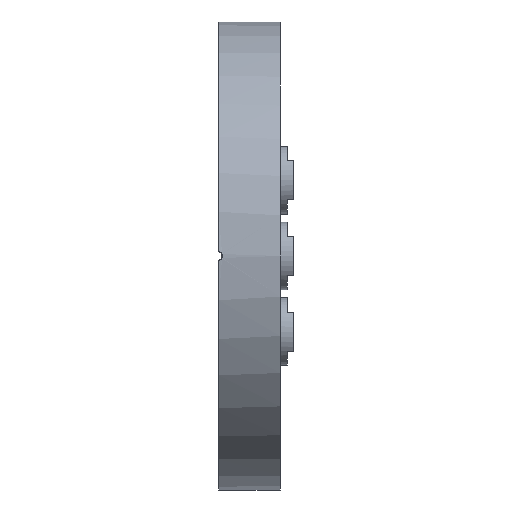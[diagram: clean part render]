
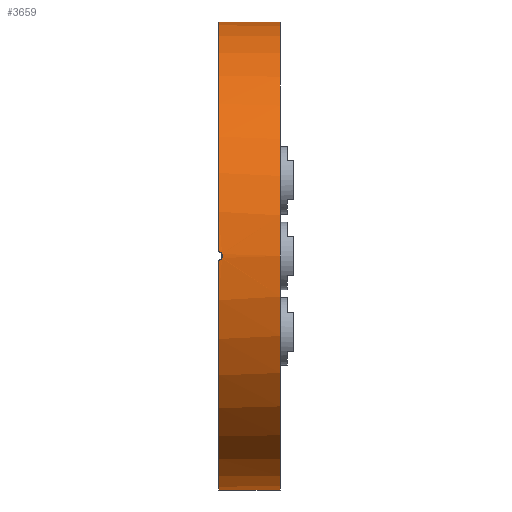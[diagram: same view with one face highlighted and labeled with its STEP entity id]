
A CAD part, left-side view. The second image highlights one B-rep face of the part: STEP entity #3659.
In plain terms, the highlighted cylindrical face has radius 57.15 mm (diameter 114.3 mm), a partial arc.
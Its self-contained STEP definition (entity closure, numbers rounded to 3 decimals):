
#105 = CARTESIAN_POINT ( 'NONE',  ( -57.147, -0.801, -0.613 ) ) ;
#184 = CIRCLE ( 'NONE', #820, 57.15 ) ;
#361 = DIRECTION ( 'NONE',  ( 0., 1., 0. ) ) ;
#430 = CARTESIAN_POINT ( 'NONE',  ( -57.141, -0.132, 1. ) ) ;
#455 = CARTESIAN_POINT ( 'NONE',  ( -57.141, 0., 1. ) ) ;
#464 = CARTESIAN_POINT ( 'NONE',  ( -57.141, -0.264, -1. ) ) ;
#513 = DIRECTION ( 'NONE',  ( 0., 0., 1. ) ) ;
#534 = B_SPLINE_CURVE_WITH_KNOTS ( 'NONE', 3,
 ( #455, #430, #4495, #821, #3381, #1197, #3754, #1569, #4139, #1930, #4507, #2294, #105, #2665, #464, #3029 ),
 .UNSPECIFIED., .F., .F.,
 ( 4, 2, 2, 2, 2, 2, 2, 4 ),
 ( 0., 0., 0.001, 0.001, 0.002, 0.002, 0.002, 0.003 ),
 .UNSPECIFIED. ) ;
#538 = VECTOR ( 'NONE', #2984, 1000. ) ;
#615 = AXIS2_PLACEMENT_3D ( 'NONE', #1316, #3866, #1683 ) ;
#631 = LINE ( 'NONE', #1333, #2251 ) ;
#652 = CARTESIAN_POINT ( 'NONE',  ( 0., 0., 57.15 ) ) ;
#712 = CARTESIAN_POINT ( 'NONE',  ( 0., 0., -57.15 ) ) ;
#723 = VERTEX_POINT ( 'NONE', #4426 ) ;
#801 = CARTESIAN_POINT ( 'NONE',  ( 0., -15., -57.15 ) ) ;
#820 = AXIS2_PLACEMENT_3D ( 'NONE', #2554, #361, #2918 ) ;
#821 = CARTESIAN_POINT ( 'NONE',  ( -57.143, -0.504, 0.874 ) ) ;
#871 = CARTESIAN_POINT ( 'NONE',  ( 0., -15., 0. ) ) ;
#900 = VERTEX_POINT ( 'NONE', #2538 ) ;
#964 = AXIS2_PLACEMENT_3D ( 'NONE', #1900, #4470, #2253 ) ;
#1034 = FACE_OUTER_BOUND ( 'NONE', #2044, .T. ) ;
#1197 = CARTESIAN_POINT ( 'NONE',  ( -57.147, -0.799, 0.615 ) ) ;
#1198 = ORIENTED_EDGE ( 'NONE', *, *, #3505, .T. ) ;
#1212 = ORIENTED_EDGE ( 'NONE', *, *, #1688, .T. ) ;
#1251 = DIRECTION ( 'NONE',  ( 0., 1., 0. ) ) ;
#1316 = CARTESIAN_POINT ( 'NONE',  ( 0., 0., 0. ) ) ;
#1333 = CARTESIAN_POINT ( 'NONE',  ( 0., -15., 57.15 ) ) ;
#1361 = AXIS2_PLACEMENT_3D ( 'NONE', #871, #1251, #513 ) ;
#1496 = CARTESIAN_POINT ( 'NONE',  ( -57.141, 0., 1. ) ) ;
#1569 = CARTESIAN_POINT ( 'NONE',  ( -57.15, -0.974, 0.263 ) ) ;
#1683 = DIRECTION ( 'NONE',  ( 0., 0., 1. ) ) ;
#1688 = EDGE_CURVE ( 'NONE', #2339, #3012, #534, .T. ) ;
#1846 = EDGE_CURVE ( 'NONE', #3431, #3012, #3767, .T. ) ;
#1900 = CARTESIAN_POINT ( 'NONE',  ( 0., -15., 0. ) ) ;
#1910 = CYLINDRICAL_SURFACE ( 'NONE', #1361, 57.15 ) ;
#1930 = CARTESIAN_POINT ( 'NONE',  ( -57.15, -1., -0.13 ) ) ;
#2044 = EDGE_LOOP ( 'NONE', ( #4720, #1198, #2159, #2210, #1212, #4486 ) ) ;
#2058 = EDGE_CURVE ( 'NONE', #900, #3431, #4278, .T. ) ;
#2159 = ORIENTED_EDGE ( 'NONE', *, *, #3852, .T. ) ;
#2210 = ORIENTED_EDGE ( 'NONE', *, *, #3165, .F. ) ;
#2251 = VECTOR ( 'NONE', #3933, 1000. ) ;
#2253 = DIRECTION ( 'NONE',  ( 0., 0., 1. ) ) ;
#2294 = CARTESIAN_POINT ( 'NONE',  ( -57.148, -0.874, -0.503 ) ) ;
#2339 = VERTEX_POINT ( 'NONE', #1496 ) ;
#2538 = CARTESIAN_POINT ( 'NONE',  ( 0., -15., -57.15 ) ) ;
#2554 = CARTESIAN_POINT ( 'NONE',  ( 0., 0., 0. ) ) ;
#2665 = CARTESIAN_POINT ( 'NONE',  ( -57.143, -0.521, -0.893 ) ) ;
#2710 = CARTESIAN_POINT ( 'NONE',  ( -57.141, 0., -1. ) ) ;
#2918 = DIRECTION ( 'NONE',  ( 0., 0., 1. ) ) ;
#2984 = DIRECTION ( 'NONE',  ( 0., 1., 0. ) ) ;
#3012 = VERTEX_POINT ( 'NONE', #2710 ) ;
#3029 = CARTESIAN_POINT ( 'NONE',  ( -57.141, 0., -1. ) ) ;
#3070 = VERTEX_POINT ( 'NONE', #652 ) ;
#3165 = EDGE_CURVE ( 'NONE', #2339, #3070, #184, .T. ) ;
#3381 = CARTESIAN_POINT ( 'NONE',  ( -57.144, -0.615, 0.799 ) ) ;
#3431 = VERTEX_POINT ( 'NONE', #712 ) ;
#3505 = EDGE_CURVE ( 'NONE', #900, #723, #4561, .T. ) ;
#3659 = ADVANCED_FACE ( 'NONE', ( #1034 ), #1910, .T. ) ;
#3754 = CARTESIAN_POINT ( 'NONE',  ( -57.148, -0.874, 0.503 ) ) ;
#3767 = CIRCLE ( 'NONE', #615, 57.15 ) ;
#3852 = EDGE_CURVE ( 'NONE', #723, #3070, #631, .T. ) ;
#3866 = DIRECTION ( 'NONE',  ( 0., 1., 0. ) ) ;
#3933 = DIRECTION ( 'NONE',  ( 0., 1., 0. ) ) ;
#4139 = CARTESIAN_POINT ( 'NONE',  ( -57.15, -1., 0.131 ) ) ;
#4278 = LINE ( 'NONE', #801, #538 ) ;
#4426 = CARTESIAN_POINT ( 'NONE',  ( 0., -15., 57.15 ) ) ;
#4470 = DIRECTION ( 'NONE',  ( 0., 1., 0. ) ) ;
#4486 = ORIENTED_EDGE ( 'NONE', *, *, #1846, .F. ) ;
#4495 = CARTESIAN_POINT ( 'NONE',  ( -57.142, -0.262, 0.974 ) ) ;
#4507 = CARTESIAN_POINT ( 'NONE',  ( -57.15, -0.974, -0.261 ) ) ;
#4561 = CIRCLE ( 'NONE', #964, 57.15 ) ;
#4720 = ORIENTED_EDGE ( 'NONE', *, *, #2058, .F. ) ;
